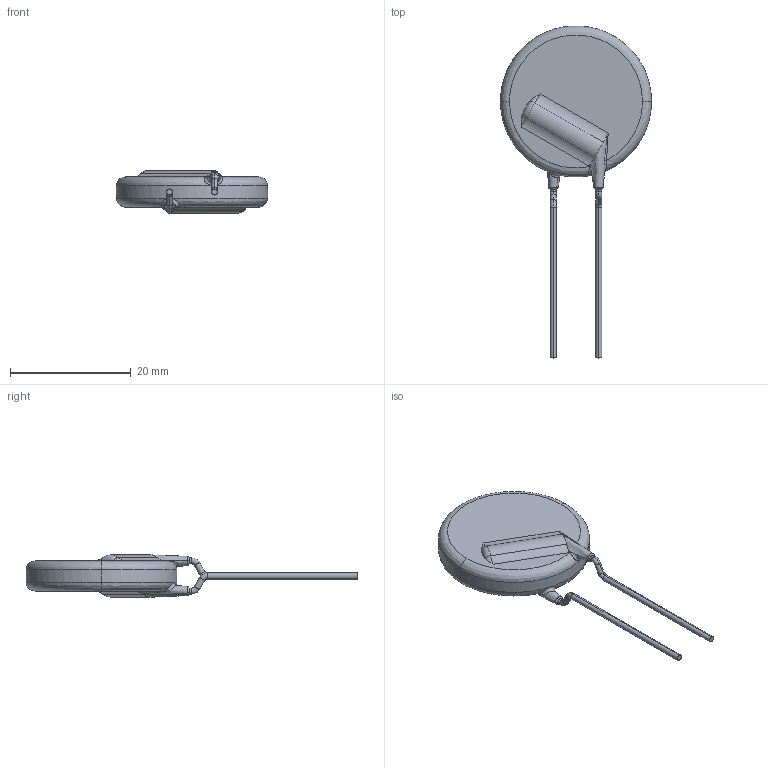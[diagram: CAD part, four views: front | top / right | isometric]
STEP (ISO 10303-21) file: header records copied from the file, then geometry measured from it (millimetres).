
FILE_DESCRIPTION (( 'STEP AP214' ), '1' );
FILE_NAME ('S464.STEP', '2020-04-16T08:13:10', ( '' ), ( '' ), 'SwSTEP 2.0', 'SolidWorks 2019', '' );
FILE_SCHEMA (( 'AUTOMOTIVE_DESIGN' ));
Length unit declared in the file: millimetre
Products named in the file (1): S464
Bounding box: 25 x 54.93 x 7 mm (x, y, z)
Volume: 2536.1 mm3; surface area: 1504.5 mm2
Topology: 1 solids, 1 shells, 60 faces, 155 edges, 97 vertices
Faces by surface type: cylinder 20, bspline 18, torus 14, plane 8
Entity records: 4958 total; most frequent: CARTESIAN_POINT 3226, ORIENTED_EDGE 310, DIRECTION 216, EDGE_CURVE 155, VERTEX_POINT 97, AXIS2_PLACEMENT_3D 95, B_SPLINE_CURVE_WITH_KNOTS 73, ADVANCED_FACE 60
